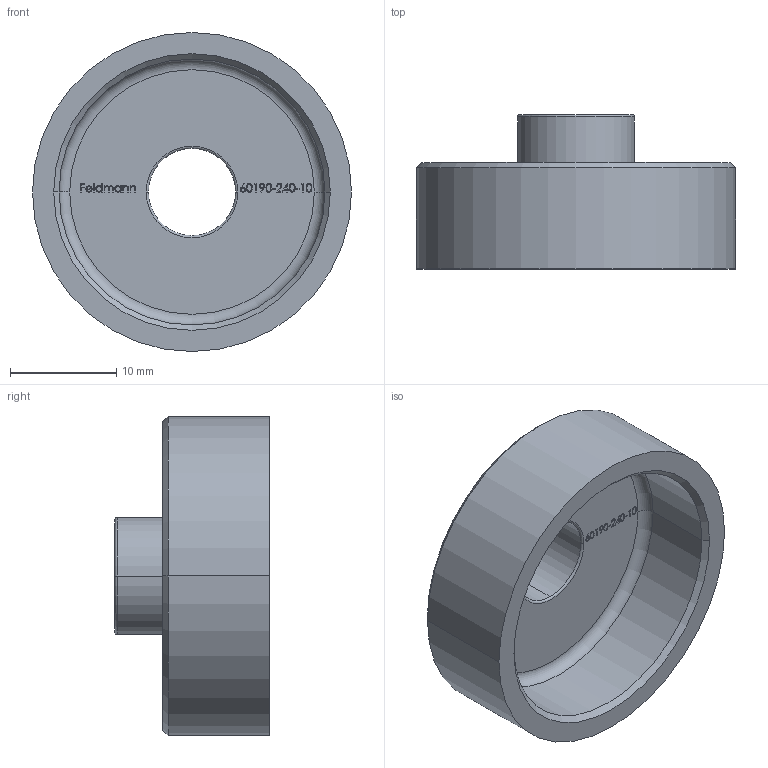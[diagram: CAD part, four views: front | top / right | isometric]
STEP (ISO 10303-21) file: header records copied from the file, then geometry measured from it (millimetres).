
FILE_DESCRIPTION (( 'STEP AP203' ), '1' );
FILE_NAME ('60190-240-10.step', '2020-10-26T15:01:53', ( '' ), ( '' ), 'SwSTEP 2.0', 'SolidWorks 2018', '' );
FILE_SCHEMA (( 'CONFIG_CONTROL_DESIGN' ));
Length unit declared in the file: millimetre
Products named in the file (2): 60190-240-10
Bounding box: 30 x 14.5 x 30 mm (x, y, z)
Volume: 3216.8 mm3; surface area: 3111 mm2
Topology: 1 solids, 1 shells, 261 faces, 671 edges, 444 vertices
Faces by surface type: plane 133, bspline 108, cylinder 8, torus 6, cone 6
Entity records: 14492 total; most frequent: CARTESIAN_POINT 8686, ORIENTED_EDGE 1342, DIRECTION 801, EDGE_CURVE 671, VERTEX_POINT 444, VECTOR 419, LINE 419, EDGE_LOOP 295
